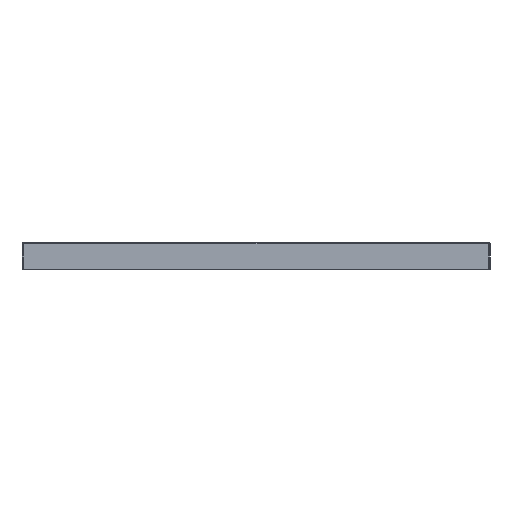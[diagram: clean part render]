
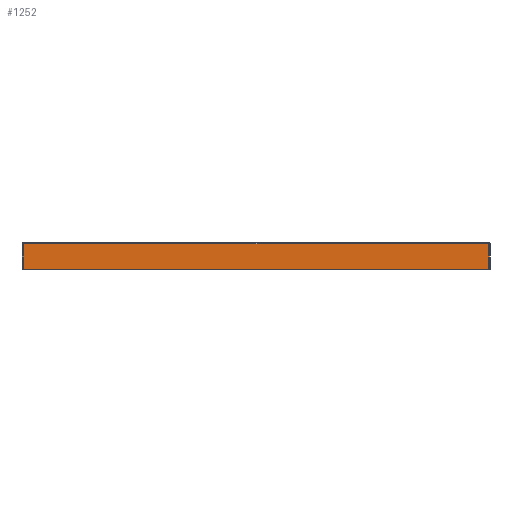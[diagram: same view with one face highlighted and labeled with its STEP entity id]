
A CAD part, left-side view. The second image highlights one B-rep face of the part: STEP entity #1252.
In plain terms, the highlighted planar face has unit normal (-1, 0, 0).
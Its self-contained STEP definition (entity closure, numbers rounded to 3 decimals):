
#309=PLANE('',#6814);
#442=LINE('',#47555,#834);
#443=LINE('',#47557,#835);
#444=LINE('',#47559,#836);
#834=VECTOR('',#7417,1.);
#835=VECTOR('',#7418,1.);
#836=VECTOR('',#7419,1.);
#1252=ADVANCED_FACE('',(#1775),#309,.T.);
#1775=FACE_OUTER_BOUND('',#2155,.T.);
#2155=EDGE_LOOP('',(#3064,#3065,#3066,#3067,#3068));
#3064=ORIENTED_EDGE('',*,*,#5668,.T.);
#3065=ORIENTED_EDGE('',*,*,#5669,.T.);
#3066=ORIENTED_EDGE('',*,*,#5670,.T.);
#3067=ORIENTED_EDGE('',*,*,#5671,.F.);
#3068=ORIENTED_EDGE('',*,*,#5672,.T.);
#5020=VERTEX_POINT('',#47527);
#5021=VERTEX_POINT('',#47528);
#5022=VERTEX_POINT('',#47554);
#5023=VERTEX_POINT('',#47556);
#5024=VERTEX_POINT('',#47558);
#5668=EDGE_CURVE('',#5020,#5021,#6628,.T.);
#5669=EDGE_CURVE('',#5021,#5022,#6629,.T.);
#5670=EDGE_CURVE('',#5022,#5023,#442,.T.);
#5671=EDGE_CURVE('',#5024,#5023,#443,.T.);
#5672=EDGE_CURVE('',#5024,#5020,#444,.T.);
#6628=B_SPLINE_CURVE_WITH_KNOTS('',3,(#47511,#47512,#47513,#47514,#47515,
#47516,#47517,#47518,#47519,#47520,#47521,#47522,#47523,#47524,#47525,#47526),
 .UNSPECIFIED.,.F.,.F.,(4,3,3,3,3,4),(0.,0.022,0.044,
0.131,0.481,1.),.UNSPECIFIED.);
#6629=B_SPLINE_CURVE_WITH_KNOTS('',3,(#47529,#47530,#47531,#47532,#47533,
#47534,#47535,#47536,#47537,#47538,#47539,#47540,#47541,#47542,#47543,#47544,
#47545,#47546,#47547,#47548,#47549,#47550,#47551,#47552,#47553),
 .UNSPECIFIED.,.F.,.F.,(4,3,3,3,3,3,3,3,4),(0.,0.009,0.043,
0.181,0.732,0.869,0.956,
0.978,1.),.UNSPECIFIED.);
#6814=AXIS2_PLACEMENT_3D('',#47560,#7420,#7421);
#7417=DIRECTION('',(0.,0.,-1.));
#7418=DIRECTION('',(0.,1.,0.));
#7419=DIRECTION('',(0.,0.,1.));
#7420=DIRECTION('',(-1.,0.,0.));
#7421=DIRECTION('',(0.,0.,1.));
#47511=CARTESIAN_POINT('',(-200.,-348.5,38.48));
#47512=CARTESIAN_POINT('',(-200.,-345.959,38.452));
#47513=CARTESIAN_POINT('',(-200.,-343.418,38.464));
#47514=CARTESIAN_POINT('',(-200.,-340.877,38.464));
#47515=CARTESIAN_POINT('',(-200.,-338.336,38.464));
#47516=CARTESIAN_POINT('',(-200.,-335.796,38.464));
#47517=CARTESIAN_POINT('',(-200.,-333.255,38.464));
#47518=CARTESIAN_POINT('',(-200.,-323.092,38.464));
#47519=CARTESIAN_POINT('',(-200.,-312.928,38.464));
#47520=CARTESIAN_POINT('',(-200.,-302.765,38.464));
#47521=CARTESIAN_POINT('',(-200.,-262.112,38.464));
#47522=CARTESIAN_POINT('',(-200.,-221.459,38.464));
#47523=CARTESIAN_POINT('',(-200.,-180.806,38.464));
#47524=CARTESIAN_POINT('',(-200.,-120.537,38.464));
#47525=CARTESIAN_POINT('',(-200.,-60.269,38.464));
#47526=CARTESIAN_POINT('',(-200.,0.,38.464));
#47527=CARTESIAN_POINT('',(-200.,-348.5,38.48));
#47528=CARTESIAN_POINT('',(-200.,0.,38.464));
#47529=CARTESIAN_POINT('',(-200.,0.,38.464));
#47530=CARTESIAN_POINT('',(-200.,1.,38.464));
#47531=CARTESIAN_POINT('',(-200.,2.,38.464));
#47532=CARTESIAN_POINT('',(-200.,3.,38.464));
#47533=CARTESIAN_POINT('',(-200.,7.,38.464));
#47534=CARTESIAN_POINT('',(-200.,11.,38.464));
#47535=CARTESIAN_POINT('',(-200.,15.,38.464));
#47536=CARTESIAN_POINT('',(-200.,31.,38.464));
#47537=CARTESIAN_POINT('',(-200.,47.,38.464));
#47538=CARTESIAN_POINT('',(-200.,63.,38.464));
#47539=CARTESIAN_POINT('',(-200.,127.,38.464));
#47540=CARTESIAN_POINT('',(-200.,191.,38.464));
#47541=CARTESIAN_POINT('',(-200.,255.,38.464));
#47542=CARTESIAN_POINT('',(-200.,270.922,38.464));
#47543=CARTESIAN_POINT('',(-200.,286.843,38.464));
#47544=CARTESIAN_POINT('',(-200.,302.765,38.464));
#47545=CARTESIAN_POINT('',(-200.,312.928,38.464));
#47546=CARTESIAN_POINT('',(-200.,323.092,38.464));
#47547=CARTESIAN_POINT('',(-200.,333.255,38.464));
#47548=CARTESIAN_POINT('',(-200.,335.796,38.464));
#47549=CARTESIAN_POINT('',(-200.,338.336,38.464));
#47550=CARTESIAN_POINT('',(-200.,340.877,38.464));
#47551=CARTESIAN_POINT('',(-200.,343.418,38.464));
#47552=CARTESIAN_POINT('',(-200.,345.959,38.452));
#47553=CARTESIAN_POINT('',(-200.,348.5,38.48));
#47554=CARTESIAN_POINT('',(-200.,348.5,38.48));
#47555=CARTESIAN_POINT('',(-200.,348.5,39.));
#47556=CARTESIAN_POINT('',(-200.,348.5,0.));
#47557=CARTESIAN_POINT('',(-200.,-350.,0.));
#47558=CARTESIAN_POINT('',(-200.,-348.5,0.));
#47559=CARTESIAN_POINT('',(-200.,-348.5,39.));
#47560=CARTESIAN_POINT('',(-200.,-350.,39.));
